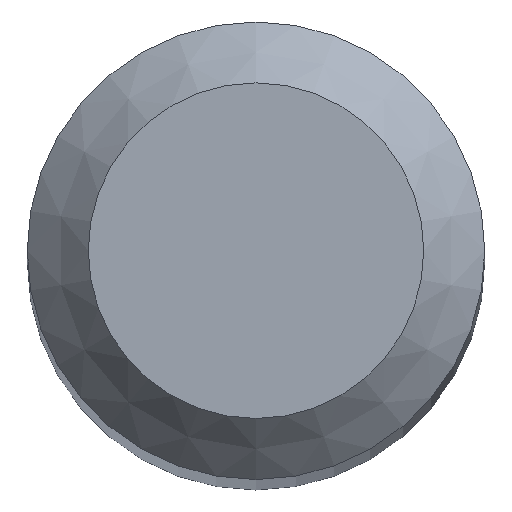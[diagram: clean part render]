
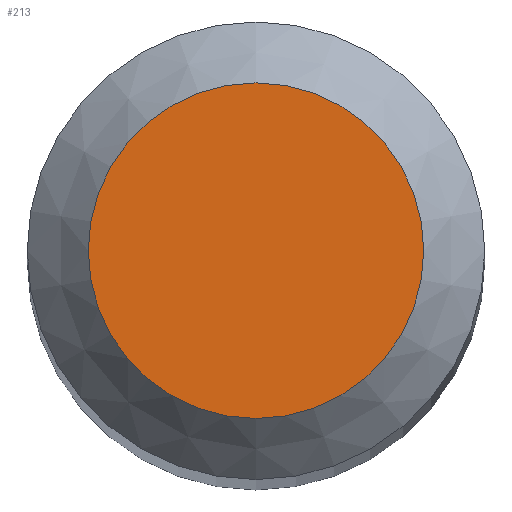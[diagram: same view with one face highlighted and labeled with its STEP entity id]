
A CAD part, top view. The second image highlights one B-rep face of the part: STEP entity #213.
In plain terms, the highlighted planar face has unit normal (0, 0, 1).
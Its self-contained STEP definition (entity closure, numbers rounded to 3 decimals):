
#36 = CIRCLE ( 'NONE', #161, 0.55 ) ;
#38 = VERTEX_POINT ( 'NONE', #107 ) ;
#61 = CARTESIAN_POINT ( 'NONE',  ( 0., 0., 30. ) ) ;
#65 = DIRECTION ( 'NONE',  ( 0., 1., 0. ) ) ;
#76 = AXIS2_PLACEMENT_3D ( 'NONE', #61, #146, #218 ) ;
#81 = PLANE ( 'NONE',  #76 ) ;
#98 = DIRECTION ( 'NONE',  ( 0., 0., -1. ) ) ;
#107 = CARTESIAN_POINT ( 'NONE',  ( 0., 0.55, 30. ) ) ;
#114 = EDGE_CURVE ( 'NONE', #38, #38, #36, .T. ) ;
#146 = DIRECTION ( 'NONE',  ( 0., 0., -1. ) ) ;
#161 = AXIS2_PLACEMENT_3D ( 'NONE', #185, #98, #65 ) ;
#162 = ORIENTED_EDGE ( 'NONE', *, *, #114, .F. ) ;
#163 = FACE_OUTER_BOUND ( 'NONE', #179, .T. ) ;
#179 = EDGE_LOOP ( 'NONE', ( #162 ) ) ;
#185 = CARTESIAN_POINT ( 'NONE',  ( 0., 0., 30. ) ) ;
#213 = ADVANCED_FACE ( 'NONE', ( #163 ), #81, .F. ) ;
#218 = DIRECTION ( 'NONE',  ( 0., 1., 0. ) ) ;
